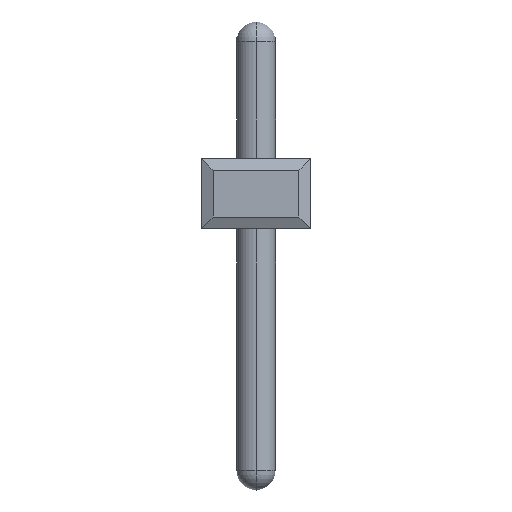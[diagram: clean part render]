
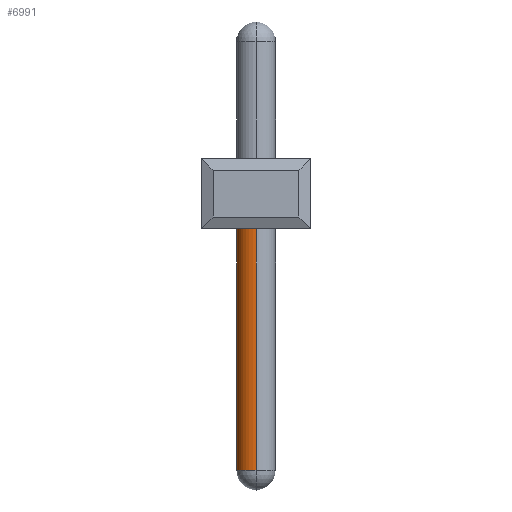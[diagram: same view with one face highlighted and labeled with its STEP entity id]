
A CAD part, front view. The second image highlights one B-rep face of the part: STEP entity #6991.
In plain terms, the highlighted cylindrical face has radius 0.5 mm (diameter 1 mm), a partial arc.
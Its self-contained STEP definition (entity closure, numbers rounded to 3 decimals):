
#2407=CARTESIAN_POINT('',(1.4,-26.25,0.2));
#2408=DIRECTION('',(0.,0.,1.));
#2409=DIRECTION('',(0.,1.,0.));
#2410=AXIS2_PLACEMENT_3D('',#2407,#2408,#2409);
#2421=CARTESIAN_POINT('',(1.4,-26.25,-6.2));
#2422=DIRECTION('',(0.,0.,1.));
#2423=DIRECTION('',(0.,1.,0.));
#2424=AXIS2_PLACEMENT_3D('',#2421,#2422,#2423);
#2426=DIRECTION('',(0.,0.,1.));
#2427=VECTOR('',#2426,6.4);
#2428=CARTESIAN_POINT('',(1.4,-25.75,-6.2));
#2429=LINE('',#2428,#2427);
#2435=DIRECTION('',(0.,0.,1.));
#2436=VECTOR('',#2435,6.4);
#2437=CARTESIAN_POINT('',(1.4,-26.75,-6.2));
#2438=LINE('',#2437,#2436);
#2894=CARTESIAN_POINT('',(1.4,-25.75,-6.2));
#2896=VERTEX_POINT('',#2894);
#2901=CARTESIAN_POINT('',(1.4,-26.75,-6.2));
#2902=VERTEX_POINT('',#2901);
#2905=CARTESIAN_POINT('',(1.4,-25.75,0.2));
#2906=CARTESIAN_POINT('',(1.4,-26.75,0.2));
#2907=VERTEX_POINT('',#2905);
#2908=VERTEX_POINT('',#2906);
#6977=CARTESIAN_POINT('',(1.4,-26.25,-7.3));
#6978=DIRECTION('',(0.,0.,1.));
#6979=DIRECTION('',(0.,1.,0.));
#6980=AXIS2_PLACEMENT_3D('',#6977,#6978,#6979);
#6981=CYLINDRICAL_SURFACE('',#6980,0.5);
#6982=ORIENTED_EDGE('',*,*,#6958,.T.);
#6984=ORIENTED_EDGE('',*,*,#6983,.F.);
#6986=ORIENTED_EDGE('',*,*,#6985,.F.);
#6988=ORIENTED_EDGE('',*,*,#6987,.T.);
#6989=EDGE_LOOP('',(#6982,#6984,#6986,#6988));
#6990=FACE_OUTER_BOUND('',#6989,.F.);
#6991=ADVANCED_FACE('',(#6990),#6981,.T.);
#2411=CIRCLE('',#2410,0.5);
#2425=CIRCLE('',#2424,0.5);
#6958=EDGE_CURVE('',#2907,#2908,#2411,.T.);
#6983=EDGE_CURVE('',#2902,#2908,#2438,.T.);
#6985=EDGE_CURVE('',#2896,#2902,#2425,.T.);
#6987=EDGE_CURVE('',#2896,#2907,#2429,.T.);
